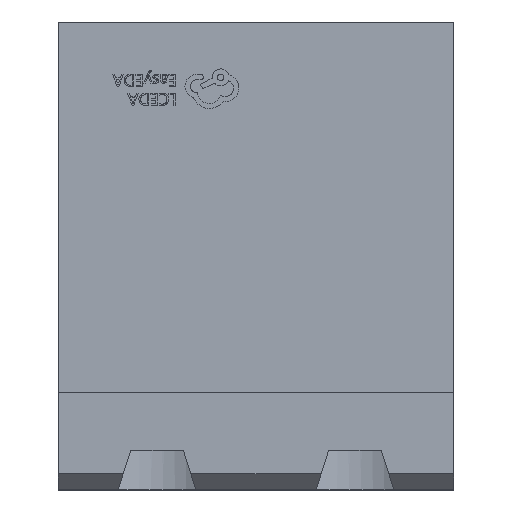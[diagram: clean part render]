
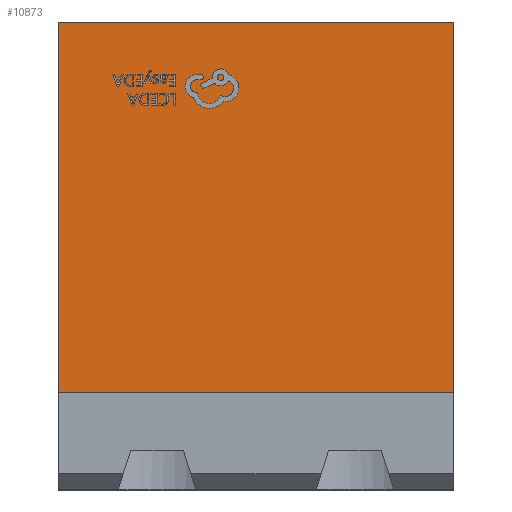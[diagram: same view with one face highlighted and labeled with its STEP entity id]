
A CAD part, top view. The second image highlights one B-rep face of the part: STEP entity #10873.
In plain terms, the highlighted planar face has unit normal (0, 0, 1).
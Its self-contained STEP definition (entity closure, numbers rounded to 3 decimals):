
#299 = VECTOR ( 'NONE', #9174, 1000. ) ;
#859 = VERTEX_POINT ( 'NONE', #10315 ) ;
#1233 = EDGE_LOOP ( 'NONE', ( #2268, #12728, #8451, #4393 ) ) ;
#1922 = CARTESIAN_POINT ( 'NONE',  ( -2.54, -7.383, 5.233 ) ) ;
#2268 = ORIENTED_EDGE ( 'NONE', *, *, #5418, .T. ) ;
#2342 = CARTESIAN_POINT ( 'NONE',  ( -2.54, -7.383, 5.233 ) ) ;
#3569 = LINE ( 'NONE', #16314, #299 ) ;
#4393 = ORIENTED_EDGE ( 'NONE', *, *, #15182, .F. ) ;
#4595 = LINE ( 'NONE', #14284, #11275 ) ;
#4704 = CARTESIAN_POINT ( 'NONE',  ( -2.54, 2.117, 5.233 ) ) ;
#5081 = DIRECTION ( 'NONE',  ( 1., 0., 0. ) ) ;
#5418 = EDGE_CURVE ( 'NONE', #17380, #8743, #3569, .T. ) ;
#5430 = AXIS2_PLACEMENT_3D ( 'NONE', #1922, #11910, #17311 ) ;
#6982 = FACE_OUTER_BOUND ( 'NONE', #1233, .T. ) ;
#7238 = EDGE_CURVE ( 'NONE', #8743, #13882, #4595, .T. ) ;
#7605 = VECTOR ( 'NONE', #7951, 1000. ) ;
#7951 = DIRECTION ( 'NONE',  ( 0., 1., 0. ) ) ;
#8439 = CARTESIAN_POINT ( 'NONE',  ( 7.62, -7.383, 5.233 ) ) ;
#8451 = ORIENTED_EDGE ( 'NONE', *, *, #10601, .F. ) ;
#8743 = VERTEX_POINT ( 'NONE', #8439 ) ;
#9174 = DIRECTION ( 'NONE',  ( 1., 0., 0. ) ) ;
#10126 = CARTESIAN_POINT ( 'NONE',  ( 7.62, 2.117, 5.233 ) ) ;
#10315 = CARTESIAN_POINT ( 'NONE',  ( -2.54, 2.117, 5.233 ) ) ;
#10601 = EDGE_CURVE ( 'NONE', #859, #13882, #15895, .T. ) ;
#10873 = ADVANCED_FACE ( 'NONE', ( #6982 ), #12822, .F. ) ;
#11275 = VECTOR ( 'NONE', #11545, 1000. ) ;
#11545 = DIRECTION ( 'NONE',  ( 0., 1., 0. ) ) ;
#11910 = DIRECTION ( 'NONE',  ( 0., 0., -1. ) ) ;
#12728 = ORIENTED_EDGE ( 'NONE', *, *, #7238, .T. ) ;
#12738 = CARTESIAN_POINT ( 'NONE',  ( -2.54, -7.383, 5.233 ) ) ;
#12822 = PLANE ( 'NONE',  #5430 ) ;
#13882 = VERTEX_POINT ( 'NONE', #10126 ) ;
#14284 = CARTESIAN_POINT ( 'NONE',  ( 7.62, -7.383, 5.233 ) ) ;
#14899 = LINE ( 'NONE', #2342, #7605 ) ;
#15182 = EDGE_CURVE ( 'NONE', #17380, #859, #14899, .T. ) ;
#15895 = LINE ( 'NONE', #4704, #16247 ) ;
#16247 = VECTOR ( 'NONE', #5081, 1000. ) ;
#16314 = CARTESIAN_POINT ( 'NONE',  ( -2.54, -7.383, 5.233 ) ) ;
#17311 = DIRECTION ( 'NONE',  ( 0., 1., 0. ) ) ;
#17380 = VERTEX_POINT ( 'NONE', #12738 ) ;
